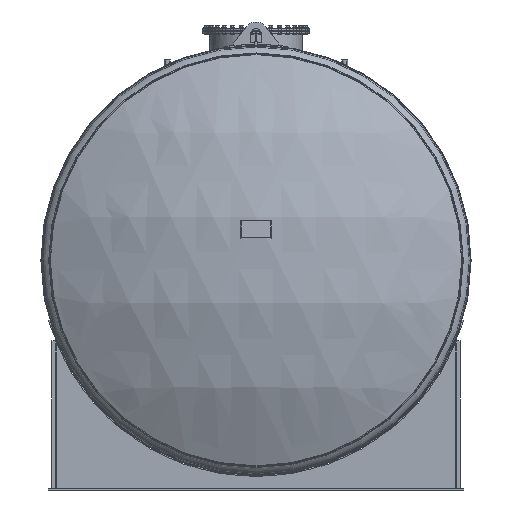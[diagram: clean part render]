
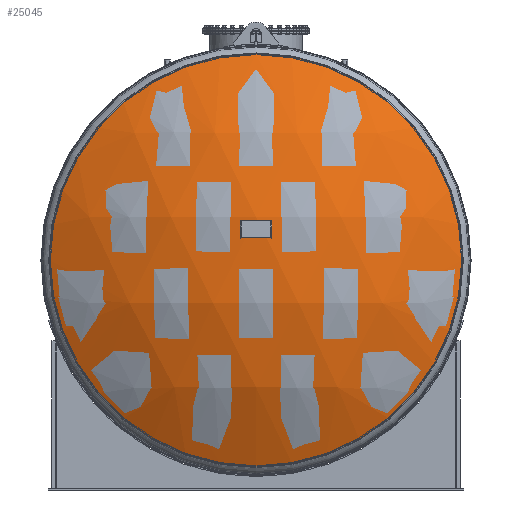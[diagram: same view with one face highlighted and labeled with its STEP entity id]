
A CAD part, left-side view. The second image highlights one B-rep face of the part: STEP entity #25045.
In plain terms, the highlighted spherical face has radius 2909 mm.
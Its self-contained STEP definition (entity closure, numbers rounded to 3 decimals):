
#1158=SPHERICAL_SURFACE('',#27029,2909.);
#1943=FACE_OUTER_BOUND('',#3576,.T.);
#3576=EDGE_LOOP('',(#15651));
#5535=CIRCLE('',#27027,1395.006);
#9814=VERTEX_POINT('',#37047);
#12070=EDGE_CURVE('',#9814,#9814,#5535,.T.);
#15651=ORIENTED_EDGE('',*,*,#12070,.T.);
#25045=ADVANCED_FACE('',(#1943),#1158,.T.);
#27027=AXIS2_PLACEMENT_3D('',#37048,#29839,#29840);
#27029=AXIS2_PLACEMENT_3D('',#37050,#29843,#29844);
#29839=DIRECTION('center_axis',(-1.,0.,0.));
#29840=DIRECTION('ref_axis',(0.,-1.,0.));
#29843=DIRECTION('center_axis',(0.,0.,1.));
#29844=DIRECTION('ref_axis',(0.,-1.,0.));
#37047=CARTESIAN_POINT('',(-124.224,0.,1395.006));
#37048=CARTESIAN_POINT('Origin',(-124.224,0.,0.));
#37050=CARTESIAN_POINT('Origin',(2428.469,0.,0.));
